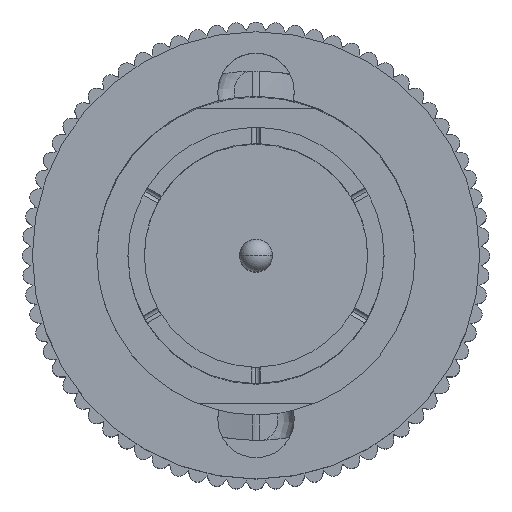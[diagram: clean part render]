
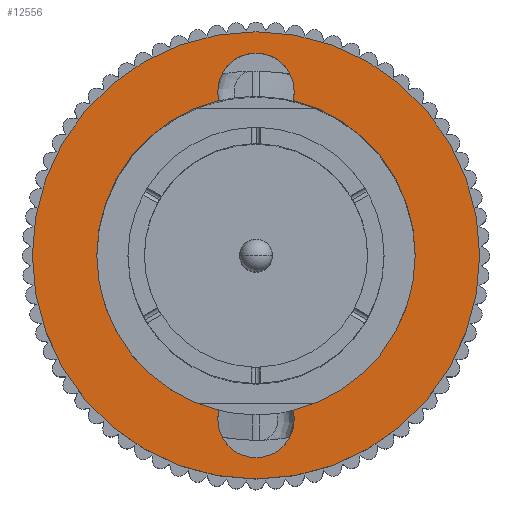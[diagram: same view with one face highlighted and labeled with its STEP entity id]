
A CAD part, top view. The second image highlights one B-rep face of the part: STEP entity #12556.
In plain terms, the highlighted planar face has unit normal (0, 0, 1).
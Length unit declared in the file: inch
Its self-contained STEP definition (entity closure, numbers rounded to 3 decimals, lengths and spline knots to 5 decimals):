
#1609 = CARTESIAN_POINT ( 'NONE',  ( 0., -0.2, 0. ) ) ;
#1632 = CARTESIAN_POINT ( 'NONE',  ( -0.0451, -0.18868, 0. ) ) ;
#1672 = DIRECTION ( 'NONE',  ( -1., 0., 0. ) ) ;
#1673 = DIRECTION ( 'NONE',  ( 0., 0., 1. ) ) ;
#1694 = CARTESIAN_POINT ( 'NONE',  ( 0.0465, -0.2, 0. ) ) ;
#1695 = DIRECTION ( 'NONE',  ( 1., 0., 0. ) ) ;
#1696 = DIRECTION ( 'NONE',  ( 0., 0., 1. ) ) ;
#1697 = AXIS2_PLACEMENT_3D ( 'NONE', #1609, #1696, #1695 ) ;
#1698 = CIRCLE ( 'NONE', #1697, 0.0465 ) ;
#1699 = AXIS2_PLACEMENT_3D ( 'NONE', #1707, #1673, #1672 ) ;
#1700 = CIRCLE ( 'NONE', #1699, 0.0465 ) ;
#1707 = CARTESIAN_POINT ( 'NONE',  ( 0., 0.2, 0. ) ) ;
#1751 = CARTESIAN_POINT ( 'NONE',  ( 0.0451, -0.18868, 0. ) ) ;
#1810 = CARTESIAN_POINT ( 'NONE',  ( 0.0451, 0.18868, 0. ) ) ;
#1811 = DIRECTION ( 'NONE',  ( 1., 0., 0. ) ) ;
#1812 = DIRECTION ( 'NONE',  ( 0., 0., 1. ) ) ;
#1813 = CARTESIAN_POINT ( 'NONE',  ( 0., 0., 0. ) ) ;
#1814 = AXIS2_PLACEMENT_3D ( 'NONE', #1813, #1812, #1811 ) ;
#1815 = CIRCLE ( 'NONE', #1814, 0.194 ) ;
#1820 = CARTESIAN_POINT ( 'NONE',  ( 0.194, 0., 0. ) ) ;
#1821 = CARTESIAN_POINT ( 'NONE',  ( 0.0465, 0.2, 0. ) ) ;
#1907 = CARTESIAN_POINT ( 'NONE',  ( -0.0465, -0.2, 0. ) ) ;
#1971 = DIRECTION ( 'NONE',  ( 1., 0., 0. ) ) ;
#1972 = DIRECTION ( 'NONE',  ( 0., 0., 1. ) ) ;
#1973 = CARTESIAN_POINT ( 'NONE',  ( 0., 0., 0. ) ) ;
#1974 = AXIS2_PLACEMENT_3D ( 'NONE', #1973, #1972, #1971 ) ;
#1975 = CIRCLE ( 'NONE', #1974, 0.194 ) ;
#2028 = CARTESIAN_POINT ( 'NONE',  ( -0.194, 0., 0. ) ) ;
#2081 = DIRECTION ( 'NONE',  ( -1., 0., 0. ) ) ;
#2082 = DIRECTION ( 'NONE',  ( 0., 0., 1. ) ) ;
#2083 = CARTESIAN_POINT ( 'NONE',  ( 0., 0.2, 0. ) ) ;
#2088 = CIRCLE ( 'NONE', #2092, 0.0465 ) ;
#2089 = CARTESIAN_POINT ( 'NONE',  ( -0.0465, 0.2, 0. ) ) ;
#2092 = AXIS2_PLACEMENT_3D ( 'NONE', #2083, #2082, #2081 ) ;
#2233 = DIRECTION ( 'NONE',  ( 1., 0., 0. ) ) ;
#2234 = DIRECTION ( 'NONE',  ( 0., 0., 1. ) ) ;
#2235 = CARTESIAN_POINT ( 'NONE',  ( 0., 0., 0. ) ) ;
#2236 = AXIS2_PLACEMENT_3D ( 'NONE', #2235, #2234, #2233 ) ;
#2237 = CIRCLE ( 'NONE', #2236, 0.194 ) ;
#2450 = DIRECTION ( 'NONE',  ( 1., 0., 0. ) ) ;
#2451 = DIRECTION ( 'NONE',  ( 0., 0., 1. ) ) ;
#2452 = CARTESIAN_POINT ( 'NONE',  ( 0., -0.2, 0. ) ) ;
#2453 = AXIS2_PLACEMENT_3D ( 'NONE', #2452, #2451, #2450 ) ;
#2454 = CIRCLE ( 'NONE', #2453, 0.0465 ) ;
#2497 = CARTESIAN_POINT ( 'NONE',  ( -0.0451, 0.18868, 0. ) ) ;
#2889 = CARTESIAN_POINT ( 'NONE',  ( 0.2725, 0., 0. ) ) ;
#3010 = DIRECTION ( 'NONE',  ( 1., 0., 0. ) ) ;
#3011 = DIRECTION ( 'NONE',  ( 0., 0., 1. ) ) ;
#3012 = CARTESIAN_POINT ( 'NONE',  ( 0., 0., 0. ) ) ;
#3013 = AXIS2_PLACEMENT_3D ( 'NONE', #3012, #3011, #3010 ) ;
#3014 = CIRCLE ( 'NONE', #3013, 0.2725 ) ;
#3015 = CARTESIAN_POINT ( 'NONE',  ( -0.2725, 0., 0. ) ) ;
#3314 = DIRECTION ( 'NONE',  ( 1., 0., 0. ) ) ;
#3315 = DIRECTION ( 'NONE',  ( 0., 0., 1. ) ) ;
#3316 = CARTESIAN_POINT ( 'NONE',  ( 0., 0., 0. ) ) ;
#3317 = AXIS2_PLACEMENT_3D ( 'NONE', #3316, #3315, #3314 ) ;
#3318 = CIRCLE ( 'NONE', #3317, 0.2725 ) ;
#3319 = DIRECTION ( 'NONE',  ( 1., 0., 0. ) ) ;
#3320 = DIRECTION ( 'NONE',  ( 0., 0., 1. ) ) ;
#3321 = CARTESIAN_POINT ( 'NONE',  ( 0., -0.2, 0. ) ) ;
#3322 = AXIS2_PLACEMENT_3D ( 'NONE', #3321, #3320, #3319 ) ;
#3327 = CIRCLE ( 'NONE', #3322, 0.0465 ) ;
#4086 = PLANE ( 'NONE',  #4118 ) ;
#4087 = CARTESIAN_POINT ( 'NONE',  ( 0.2725, 0., 0. ) ) ;
#4088 = FACE_OUTER_BOUND ( 'NONE', #12478, .T. ) ;
#4116 = DIRECTION ( 'NONE',  ( 1., 0., 0. ) ) ;
#4117 = DIRECTION ( 'NONE',  ( 0., 0., 1. ) ) ;
#4118 = AXIS2_PLACEMENT_3D ( 'NONE', #4087, #4117, #4116 ) ;
#4137 = FACE_BOUND ( 'NONE', #12557, .T. ) ;
#4170 = DIRECTION ( 'NONE',  ( -1., 0., 0. ) ) ;
#4171 = DIRECTION ( 'NONE',  ( 0., 0., 1. ) ) ;
#4172 = CARTESIAN_POINT ( 'NONE',  ( 0., 0.2, 0. ) ) ;
#4173 = AXIS2_PLACEMENT_3D ( 'NONE', #4172, #4171, #4170 ) ;
#4174 = CIRCLE ( 'NONE', #4173, 0.0465 ) ;
#4208 = DIRECTION ( 'NONE',  ( 1., 0., 0. ) ) ;
#4209 = DIRECTION ( 'NONE',  ( 0., 0., 1. ) ) ;
#4210 = CARTESIAN_POINT ( 'NONE',  ( 0., 0., 0. ) ) ;
#4211 = AXIS2_PLACEMENT_3D ( 'NONE', #4210, #4209, #4208 ) ;
#4212 = CIRCLE ( 'NONE', #4211, 0.194 ) ;
#11726 = VERTEX_POINT ( 'NONE', #1751 ) ;
#11736 = VERTEX_POINT ( 'NONE', #1821 ) ;
#11737 = VERTEX_POINT ( 'NONE', #1820 ) ;
#11740 = EDGE_CURVE ( 'NONE', #11737, #11741, #1815, .T. ) ;
#11741 = VERTEX_POINT ( 'NONE', #1810 ) ;
#11753 = VERTEX_POINT ( 'NONE', #1632 ) ;
#11764 = EDGE_CURVE ( 'NONE', #11861, #11765, #1698, .T. ) ;
#11765 = VERTEX_POINT ( 'NONE', #1694 ) ;
#11799 = EDGE_CURVE ( 'NONE', #11736, #11881, #1700, .T. ) ;
#11829 = VERTEX_POINT ( 'NONE', #2028 ) ;
#11831 = EDGE_CURVE ( 'NONE', #11829, #11753, #1975, .T. ) ;
#11861 = VERTEX_POINT ( 'NONE', #1907 ) ;
#11881 = VERTEX_POINT ( 'NONE', #2089 ) ;
#11883 = EDGE_CURVE ( 'NONE', #11881, #12025, #2088, .T. ) ;
#11916 = EDGE_CURVE ( 'NONE', #11726, #11737, #2237, .T. ) ;
#12005 = EDGE_CURVE ( 'NONE', #11765, #11726, #2454, .T. ) ;
#12025 = VERTEX_POINT ( 'NONE', #2497 ) ;
#12241 = VERTEX_POINT ( 'NONE', #3015 ) ;
#12243 = EDGE_CURVE ( 'NONE', #12297, #12241, #3014, .T. ) ;
#12297 = VERTEX_POINT ( 'NONE', #2889 ) ;
#12475 = ORIENTED_EDGE ( 'NONE', *, *, #12476, .F. ) ;
#12476 = EDGE_CURVE ( 'NONE', #11753, #11861, #3327, .T. ) ;
#12477 = ORIENTED_EDGE ( 'NONE', *, *, #11831, .F. ) ;
#12478 = EDGE_LOOP ( 'NONE', ( #12479, #12480 ) ) ;
#12479 = ORIENTED_EDGE ( 'NONE', *, *, #12243, .T. ) ;
#12480 = ORIENTED_EDGE ( 'NONE', *, *, #12481, .T. ) ;
#12481 = EDGE_CURVE ( 'NONE', #12241, #12297, #3318, .T. ) ;
#12539 = ORIENTED_EDGE ( 'NONE', *, *, #12005, .F. ) ;
#12540 = ORIENTED_EDGE ( 'NONE', *, *, #11764, .F. ) ;
#12556 = ADVANCED_FACE ( 'NONE', ( #4137, #4088 ), #4086, .T. ) ;
#12557 = EDGE_LOOP ( 'NONE', ( #12594, #12596, #12597, #12598, #12600, #12601, #12539, #12540, #12475, #12477 ) ) ;
#12594 = ORIENTED_EDGE ( 'NONE', *, *, #12595, .F. ) ;
#12595 = EDGE_CURVE ( 'NONE', #12025, #11829, #4212, .T. ) ;
#12596 = ORIENTED_EDGE ( 'NONE', *, *, #11883, .F. ) ;
#12597 = ORIENTED_EDGE ( 'NONE', *, *, #11799, .F. ) ;
#12598 = ORIENTED_EDGE ( 'NONE', *, *, #12599, .F. ) ;
#12599 = EDGE_CURVE ( 'NONE', #11741, #11736, #4174, .T. ) ;
#12600 = ORIENTED_EDGE ( 'NONE', *, *, #11740, .F. ) ;
#12601 = ORIENTED_EDGE ( 'NONE', *, *, #11916, .F. ) ;
